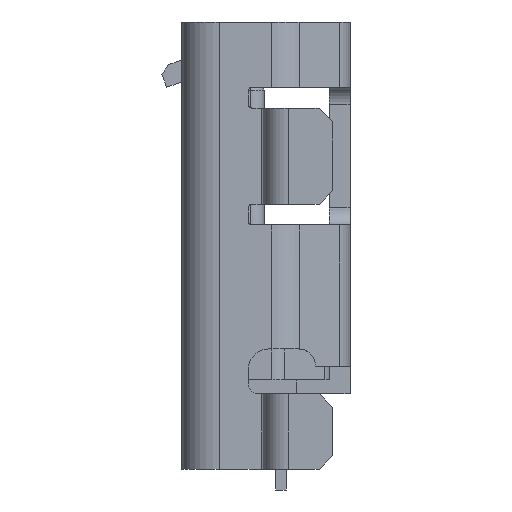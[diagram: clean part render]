
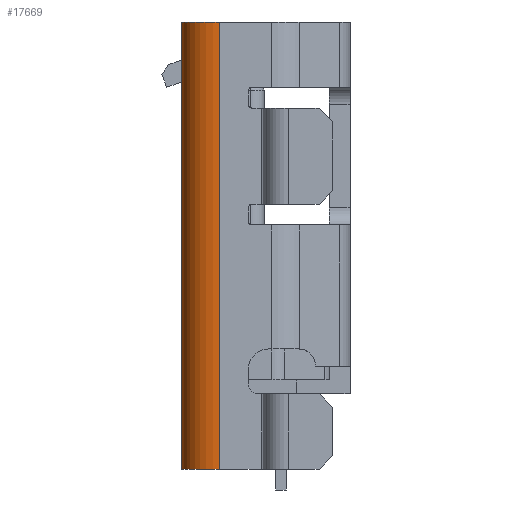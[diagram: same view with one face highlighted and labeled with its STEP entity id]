
A CAD part, left-side view. The second image highlights one B-rep face of the part: STEP entity #17669.
In plain terms, the highlighted cylindrical face has radius 0.55 mm (diameter 1.1 mm), a partial arc.
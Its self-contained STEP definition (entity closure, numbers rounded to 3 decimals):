
#1167 = VECTOR ( 'NONE', #15237, 1000. ) ;
#3253 = CARTESIAN_POINT ( 'NONE',  ( -3.2, 0.675, -3.25 ) ) ;
#3609 = ORIENTED_EDGE ( 'NONE', *, *, #9298, .T. ) ;
#4135 = LINE ( 'NONE', #11743, #7498 ) ;
#4186 = AXIS2_PLACEMENT_3D ( 'NONE', #16466, #17905, #15091 ) ;
#4240 = CIRCLE ( 'NONE', #4186, 0.55 ) ;
#4288 = LINE ( 'NONE', #18048, #1167 ) ;
#5316 = ORIENTED_EDGE ( 'NONE', *, *, #16182, .F. ) ;
#5473 = DIRECTION ( 'NONE',  ( 0., 0., 1. ) ) ;
#6340 = ORIENTED_EDGE ( 'NONE', *, *, #10139, .T. ) ;
#6869 = CARTESIAN_POINT ( 'NONE',  ( -3.2, 1.225, -3.25 ) ) ;
#7037 = DIRECTION ( 'NONE',  ( 0., 1., 0. ) ) ;
#7498 = VECTOR ( 'NONE', #14827, 1000. ) ;
#8044 = ORIENTED_EDGE ( 'NONE', *, *, #12775, .F. ) ;
#8845 = DIRECTION ( 'NONE',  ( 0., 0., 1. ) ) ;
#9298 = EDGE_CURVE ( 'NONE', #15077, #17796, #18235, .T. ) ;
#9658 = AXIS2_PLACEMENT_3D ( 'NONE', #16977, #5473, #7037 ) ;
#9803 = VERTEX_POINT ( 'NONE', #16715 ) ;
#10139 = EDGE_CURVE ( 'NONE', #17796, #9803, #4135, .T. ) ;
#11743 = CARTESIAN_POINT ( 'NONE',  ( -3.75, 0.675, -3.25 ) ) ;
#12775 = EDGE_CURVE ( 'NONE', #15077, #13538, #4288, .T. ) ;
#13037 = EDGE_LOOP ( 'NONE', ( #6340, #5316, #8044, #3609 ) ) ;
#13538 = VERTEX_POINT ( 'NONE', #17287 ) ;
#13772 = AXIS2_PLACEMENT_3D ( 'NONE', #3253, #8845, #17522 ) ;
#13780 = FACE_OUTER_BOUND ( 'NONE', #13037, .T. ) ;
#14827 = DIRECTION ( 'NONE',  ( 0., 0., 1. ) ) ;
#15077 = VERTEX_POINT ( 'NONE', #6869 ) ;
#15091 = DIRECTION ( 'NONE',  ( 0., 1., 0. ) ) ;
#15237 = DIRECTION ( 'NONE',  ( 0., 0., 1. ) ) ;
#16182 = EDGE_CURVE ( 'NONE', #13538, #9803, #4240, .T. ) ;
#16466 = CARTESIAN_POINT ( 'NONE',  ( -3.2, 0.675, 3.25 ) ) ;
#16715 = CARTESIAN_POINT ( 'NONE',  ( -3.75, 0.675, 3.25 ) ) ;
#16977 = CARTESIAN_POINT ( 'NONE',  ( -3.2, 0.675, -3.25 ) ) ;
#17287 = CARTESIAN_POINT ( 'NONE',  ( -3.2, 1.225, 3.25 ) ) ;
#17522 = DIRECTION ( 'NONE',  ( 1., 0., 0. ) ) ;
#17531 = CYLINDRICAL_SURFACE ( 'NONE', #13772, 0.55 ) ;
#17669 = ADVANCED_FACE ( 'NONE', ( #13780 ), #17531, .T. ) ;
#17796 = VERTEX_POINT ( 'NONE', #18294 ) ;
#17905 = DIRECTION ( 'NONE',  ( 0., 0., 1. ) ) ;
#18048 = CARTESIAN_POINT ( 'NONE',  ( -3.2, 1.225, -3.25 ) ) ;
#18235 = CIRCLE ( 'NONE', #9658, 0.55 ) ;
#18294 = CARTESIAN_POINT ( 'NONE',  ( -3.75, 0.675, -3.25 ) ) ;
